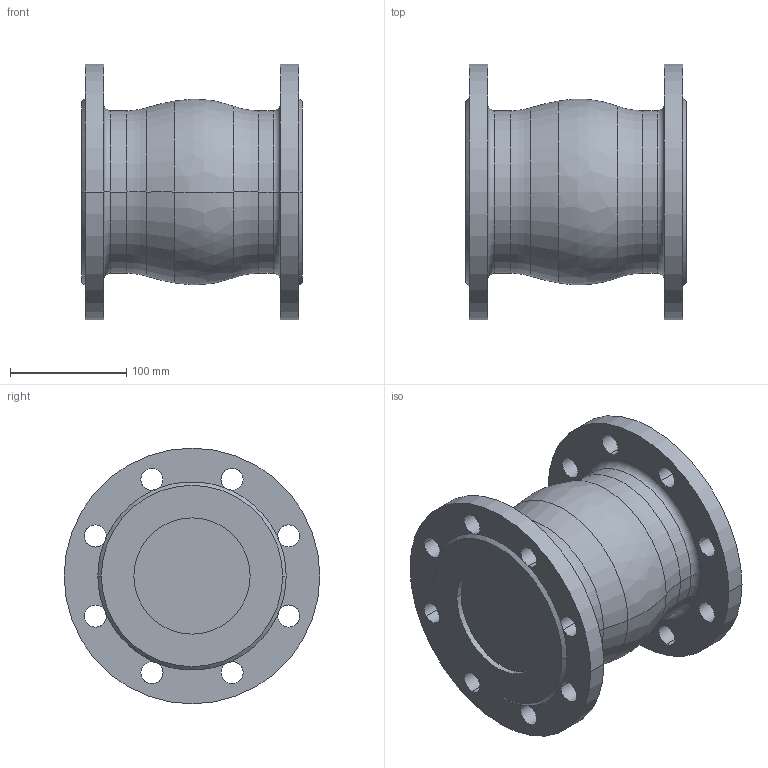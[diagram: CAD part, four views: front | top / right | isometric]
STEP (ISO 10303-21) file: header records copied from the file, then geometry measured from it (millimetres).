
FILE_DESCRIPTION((''),'2;1');
FILE_NAME('0D176384','2014-12-16T',('aspaegele'),(''),'PRO/ENGINEER BY PARAMETRIC TECHNOLOGY CORPORATION, 2010040','PRO/ENGINEER BY PARAMETRIC TECHNOLOGY CORPORATION, 2010040','');
FILE_SCHEMA(('AUTOMOTIVE_DESIGN_CC2 { 1 2 10303 214 -1 1 5 2 }'));
Length unit declared in the file: millimetre
Products named in the file (1): 0D176384
Bounding box: 190 x 220 x 220 mm (x, y, z)
Volume: 3814131.8 mm3; surface area: 223566.6 mm2
Topology: 1 solids, 1 shells, 84 faces, 230 edges, 138 vertices
Faces by surface type: cylinder 44, plane 24, torus 8, cone 4, bspline 4
Entity records: 4228 total; most frequent: COLOUR_RGB 629, DIRECTION 572, CARTESIAN_POINT 560, ORIENTED_EDGE 460, AXIS2_PLACEMENT_3D 262, PRESENTATION_STYLE_ASSIGNMENT 231, STYLED_ITEM 231, CURVE_STYLE 230
